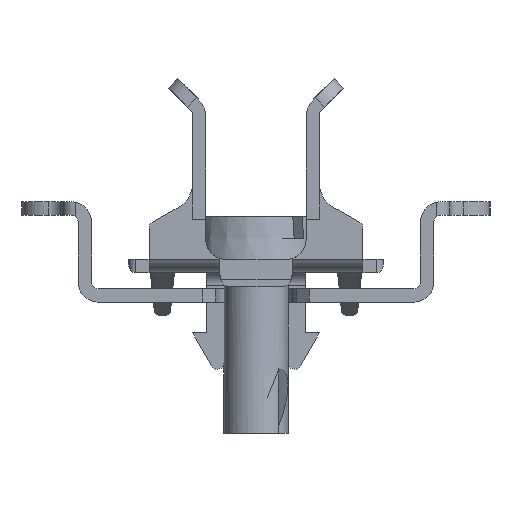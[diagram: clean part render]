
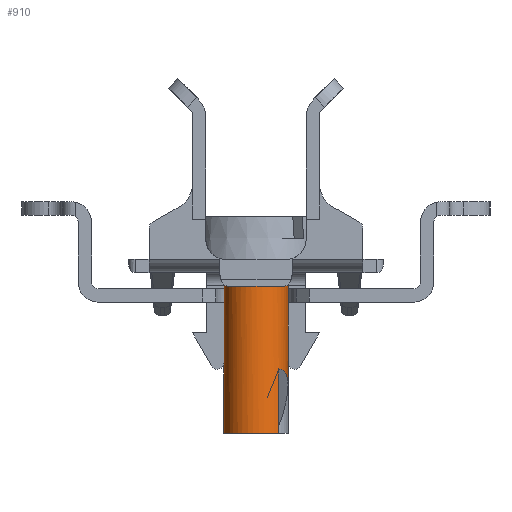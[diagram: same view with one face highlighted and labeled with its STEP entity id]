
A CAD part, left-side view. The second image highlights one B-rep face of the part: STEP entity #910.
In plain terms, the highlighted cylindrical face has radius 2.4 mm (diameter 4.8 mm), a full revolution.
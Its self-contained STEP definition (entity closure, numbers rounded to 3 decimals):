
#910 = ADVANCED_FACE( '', ( #1982, #1983 ), #1984, .T. );
#1982 = FACE_OUTER_BOUND( '', #3200, .T. );
#1983 = FACE_OUTER_BOUND( '', #3201, .T. );
#1984 = CYLINDRICAL_SURFACE( '', #3202, 2.4 );
#3200 = EDGE_LOOP( '', ( #6032 ) );
#3201 = EDGE_LOOP( '', ( #6033, #6034, #6035, #6036 ) );
#3202 = AXIS2_PLACEMENT_3D( '', #6037, #6038, #6039 );
#6032 = ORIENTED_EDGE( '', *, *, #8748, .T. );
#6033 = ORIENTED_EDGE( '', *, *, #8749, .T. );
#6034 = ORIENTED_EDGE( '', *, *, #8158, .T. );
#6035 = ORIENTED_EDGE( '', *, *, #8241, .T. );
#6036 = ORIENTED_EDGE( '', *, *, #8553, .T. );
#6037 = CARTESIAN_POINT( '', ( 4., 0., 6.4 ) );
#6038 = DIRECTION( '', ( 0., 0., -1. ) );
#6039 = DIRECTION( '', ( 1., 0., 0. ) );
#8158 = EDGE_CURVE( '', #10144, #10149, #10151, .F. );
#8241 = EDGE_CURVE( '', #10149, #10285, #10286, .T. );
#8553 = EDGE_CURVE( '', #10285, #10741, #10743, .T. );
#8748 = EDGE_CURVE( '', #11001, #11001, #11002, .F. );
#8749 = EDGE_CURVE( '', #10741, #10144, #11003, .T. );
#10144 = VERTEX_POINT( '', #13014 );
#10149 = VERTEX_POINT( '', #13021 );
#10151 = LINE( '', #13024, #13025 );
#10285 = VERTEX_POINT( '', #13252 );
#10286 = CIRCLE( '', #13253, 2.4 );
#10741 = VERTEX_POINT( '', #13946 );
#10743 = LINE( '', #13949, #13950 );
#11001 = VERTEX_POINT( '', #14319 );
#11002 = CIRCLE( '', #14320, 2.4 );
#11003 = ELLIPSE( '', #14321, 4.864, 2.4 );
#13014 = CARTESIAN_POINT( '', ( 5.697, -1.697, -9.231 ) );
#13021 = CARTESIAN_POINT( '', ( 5.697, -1.697, -9.8 ) );
#13024 = CARTESIAN_POINT( '', ( 5.697, -1.697, 6.4 ) );
#13025 = VECTOR( '', #15622, 1000. );
#13252 = CARTESIAN_POINT( '', ( 2.303, -1.697, -9.8 ) );
#13253 = AXIS2_PLACEMENT_3D( '', #15715, #15716, #15717 );
#13946 = CARTESIAN_POINT( '', ( 2.303, -1.697, -5. ) );
#13949 = CARTESIAN_POINT( '', ( 2.303, -1.697, -9.8 ) );
#13950 = VECTOR( '', #16046, 1000. );
#14319 = CARTESIAN_POINT( '', ( 4., -2.4, 2.2 ) );
#14320 = AXIS2_PLACEMENT_3D( '', #16247, #16248, #16249 );
#14321 = AXIS2_PLACEMENT_3D( '', #16250, #16251, #16252 );
#15622 = DIRECTION( '', ( 0., 0., 1. ) );
#15715 = CARTESIAN_POINT( '', ( 4., 0., -9.8 ) );
#15716 = DIRECTION( '', ( 0., 0., 1. ) );
#15717 = DIRECTION( '', ( 1., 0., 0. ) );
#16046 = DIRECTION( '', ( 0., 0., 1. ) );
#16247 = CARTESIAN_POINT( '', ( 4., 0., 2.2 ) );
#16248 = DIRECTION( '', ( 0., 0., 1. ) );
#16249 = DIRECTION( '', ( 0., -1., 0. ) );
#16250 = CARTESIAN_POINT( '', ( 4., 0., -9.231 ) );
#16251 = DIRECTION( '', ( 0.615, 0.615, 0.493 ) );
#16252 = DIRECTION( '', ( -0.349, -0.349, 0.87 ) );
